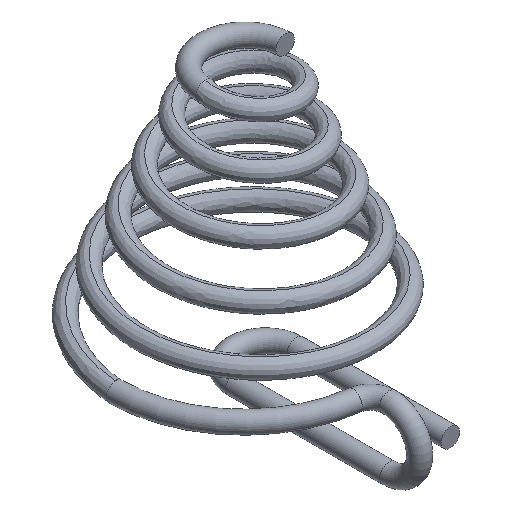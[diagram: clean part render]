
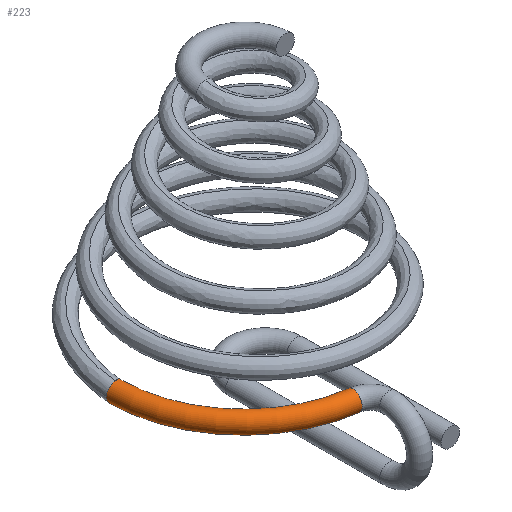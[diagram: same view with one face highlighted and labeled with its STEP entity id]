
A CAD part, isometric view. The second image highlights one B-rep face of the part: STEP entity #223.
In plain terms, the highlighted toroidal (fillet/blend) face has major radius 4.15 mm and minor radius 0.3 mm.
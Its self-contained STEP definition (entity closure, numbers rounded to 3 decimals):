
#24=TOROIDAL_SURFACE('',#264,4.15,0.3);
#31=B_SPLINE_CURVE_WITH_KNOTS('',3,(#2204,#2205,#2206,#2207,#2208,#2209,
#2210,#2211,#2212,#2213,#2214,#2215,#2216,#2217,#2218,#2219,#2220,#2221,
#2222,#2223,#2224,#2225),.UNSPECIFIED.,.F.,.F.,(4,2,2,2,2,2,2,2,2,2,4),
(-0.045,-0.041,-0.037,-0.028,
-0.023,-0.017,-0.012,-0.006,
-0.003,-0.001,0.),
 .UNSPECIFIED.);
#38=FACE_OUTER_BOUND('',#51,.T.);
#51=EDGE_LOOP('',(#169,#170,#171,#172,#173,#174,#175,#176,#177,#178));
#61=CIRCLE('',#249,0.3);
#62=CIRCLE('',#250,0.3);
#63=CIRCLE('',#251,0.3);
#66=CIRCLE('',#254,0.3);
#67=CIRCLE('',#255,0.3);
#73=CIRCLE('',#262,0.3);
#74=CIRCLE('',#263,0.3);
#75=CIRCLE('',#265,3.85);
#89=VERTEX_POINT('',#1192);
#91=VERTEX_POINT('',#1276);
#92=VERTEX_POINT('',#1278);
#93=VERTEX_POINT('',#1280);
#97=VERTEX_POINT('',#2203);
#98=VERTEX_POINT('',#2226);
#102=VERTEX_POINT('',#2237);
#103=VERTEX_POINT('',#2239);
#115=EDGE_CURVE('',#89,#91,#61,.T.);
#116=EDGE_CURVE('',#91,#92,#62,.T.);
#117=EDGE_CURVE('',#92,#93,#63,.T.);
#122=EDGE_CURVE('',#93,#97,#31,.T.);
#123=EDGE_CURVE('',#97,#98,#66,.T.);
#124=EDGE_CURVE('',#98,#89,#67,.T.);
#130=EDGE_CURVE('',#102,#103,#73,.T.);
#131=EDGE_CURVE('',#103,#102,#74,.T.);
#132=EDGE_CURVE('',#97,#103,#75,.T.);
#169=ORIENTED_EDGE('',*,*,#122,.F.);
#170=ORIENTED_EDGE('',*,*,#117,.F.);
#171=ORIENTED_EDGE('',*,*,#116,.F.);
#172=ORIENTED_EDGE('',*,*,#115,.F.);
#173=ORIENTED_EDGE('',*,*,#124,.F.);
#174=ORIENTED_EDGE('',*,*,#123,.F.);
#175=ORIENTED_EDGE('',*,*,#132,.T.);
#176=ORIENTED_EDGE('',*,*,#130,.F.);
#177=ORIENTED_EDGE('',*,*,#131,.F.);
#178=ORIENTED_EDGE('',*,*,#132,.F.);
#223=ADVANCED_FACE('',(#38),#24,.T.);
#249=AXIS2_PLACEMENT_3D('',#1277,#292,#293);
#250=AXIS2_PLACEMENT_3D('',#1279,#294,#295);
#251=AXIS2_PLACEMENT_3D('',#1281,#296,#297);
#254=AXIS2_PLACEMENT_3D('',#2227,#302,#303);
#255=AXIS2_PLACEMENT_3D('',#2228,#304,#305);
#262=AXIS2_PLACEMENT_3D('',#2240,#318,#319);
#263=AXIS2_PLACEMENT_3D('',#2241,#320,#321);
#264=AXIS2_PLACEMENT_3D('',#2242,#322,#323);
#265=AXIS2_PLACEMENT_3D('',#2243,#324,#325);
#292=DIRECTION('center_axis',(0.,1.,0.));
#293=DIRECTION('ref_axis',(0.,0.,1.));
#294=DIRECTION('center_axis',(0.,1.,0.));
#295=DIRECTION('ref_axis',(0.,0.,1.));
#296=DIRECTION('center_axis',(0.,1.,0.));
#297=DIRECTION('ref_axis',(0.,0.,1.));
#302=DIRECTION('center_axis',(0.,1.,0.));
#303=DIRECTION('ref_axis',(0.,0.,1.));
#304=DIRECTION('center_axis',(0.,1.,0.));
#305=DIRECTION('ref_axis',(0.,0.,1.));
#318=DIRECTION('center_axis',(0.992,-0.126,0.));
#319=DIRECTION('ref_axis',(0.,0.,-1.));
#320=DIRECTION('center_axis',(0.992,-0.126,0.));
#321=DIRECTION('ref_axis',(0.,0.,-1.));
#322=DIRECTION('center_axis',(0.,0.,-1.));
#323=DIRECTION('ref_axis',(-1.,0.,0.));
#324=DIRECTION('center_axis',(0.,0.,1.));
#325=DIRECTION('ref_axis',(-1.,0.,0.));
#1192=CARTESIAN_POINT('',(-4.15,0.,-0.3));
#1276=CARTESIAN_POINT('',(-4.45,0.,0.));
#1277=CARTESIAN_POINT('Origin',(-4.15,0.,0.));
#1278=CARTESIAN_POINT('',(-4.434,0.,0.097));
#1279=CARTESIAN_POINT('Origin',(-4.15,0.,0.));
#1280=CARTESIAN_POINT('',(-4.15,0.,0.3));
#1281=CARTESIAN_POINT('Origin',(-4.15,0.,0.));
#2203=CARTESIAN_POINT('',(-3.85,0.,0.));
#2204=CARTESIAN_POINT('Ctrl Pts',(-4.15,0.,0.3));
#2205=CARTESIAN_POINT('Ctrl Pts',(-4.136,0.,
0.3));
#2206=CARTESIAN_POINT('Ctrl Pts',(-4.122,0.003,
0.299));
#2207=CARTESIAN_POINT('Ctrl Pts',(-4.094,0.012,
0.295));
#2208=CARTESIAN_POINT('Ctrl Pts',(-4.08,0.018,
0.292));
#2209=CARTESIAN_POINT('Ctrl Pts',(-4.04,0.038,
0.281));
#2210=CARTESIAN_POINT('Ctrl Pts',(-4.012,0.055,
0.269));
#2211=CARTESIAN_POINT('Ctrl Pts',(-3.969,0.075,
0.241));
#2212=CARTESIAN_POINT('Ctrl Pts',(-3.953,0.08,
0.228));
#2213=CARTESIAN_POINT('Ctrl Pts',(-3.922,0.085,
0.198));
#2214=CARTESIAN_POINT('Ctrl Pts',(-3.909,0.083,
0.182));
#2215=CARTESIAN_POINT('Ctrl Pts',(-3.886,0.073,
0.145));
#2216=CARTESIAN_POINT('Ctrl Pts',(-3.877,0.063,
0.126));
#2217=CARTESIAN_POINT('Ctrl Pts',(-3.862,0.042,
0.088));
#2218=CARTESIAN_POINT('Ctrl Pts',(-3.858,0.03,
0.071));
#2219=CARTESIAN_POINT('Ctrl Pts',(-3.853,0.016,0.046));
#2220=CARTESIAN_POINT('Ctrl Pts',(-3.852,0.011,
0.036));
#2221=CARTESIAN_POINT('Ctrl Pts',(-3.851,0.005,
0.023));
#2222=CARTESIAN_POINT('Ctrl Pts',(-3.851,0.003,
0.018));
#2223=CARTESIAN_POINT('Ctrl Pts',(-3.85,0.001,
0.009));
#2224=CARTESIAN_POINT('Ctrl Pts',(-3.85,0.,0.005));
#2225=CARTESIAN_POINT('Ctrl Pts',(-3.85,0.,0.));
#2226=CARTESIAN_POINT('',(-3.866,0.,-0.097));
#2227=CARTESIAN_POINT('Origin',(-4.15,0.,0.));
#2228=CARTESIAN_POINT('Origin',(-4.15,0.,0.));
#2237=CARTESIAN_POINT('',(-0.562,-4.414,0.));
#2239=CARTESIAN_POINT('',(-0.486,-3.819,0.));
#2240=CARTESIAN_POINT('Origin',(-0.524,-4.117,0.));
#2241=CARTESIAN_POINT('Origin',(-0.524,-4.117,0.));
#2242=CARTESIAN_POINT('Origin',(0.,0.,0.));
#2243=CARTESIAN_POINT('Origin',(0.,0.,0.));
